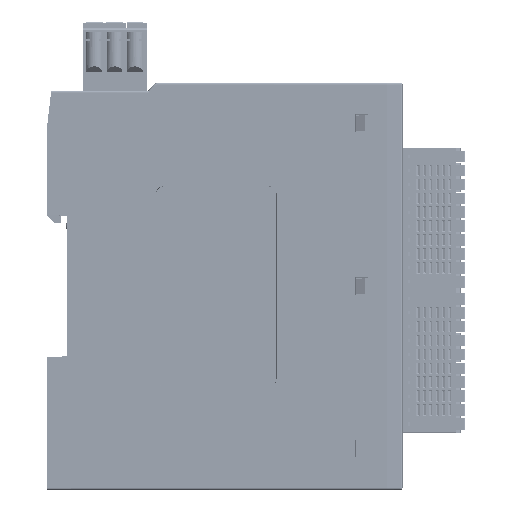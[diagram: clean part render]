
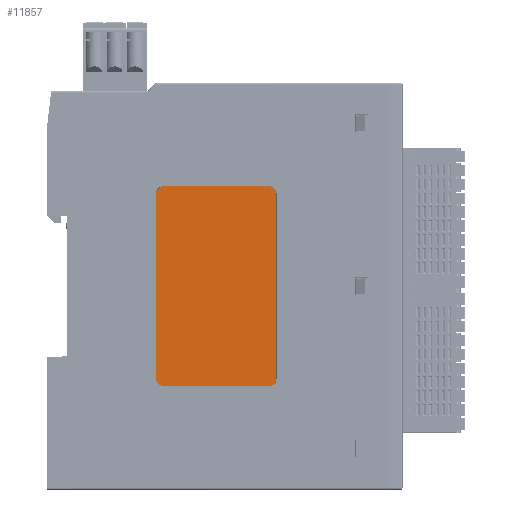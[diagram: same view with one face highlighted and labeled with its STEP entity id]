
A CAD part, top view. The second image highlights one B-rep face of the part: STEP entity #11857.
In plain terms, the highlighted planar face has unit normal (0, 0, 1).
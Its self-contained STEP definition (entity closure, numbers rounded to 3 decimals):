
#4693=CIRCLE('',#157409,1.818);
#4694=CIRCLE('',#157410,1.818);
#4695=CIRCLE('',#157411,1.818);
#4696=CIRCLE('',#157412,1.818);
#11857=ADVANCED_FACE('',(#25878),#19964,.F.);
#19964=PLANE('',#157413);
#25878=FACE_OUTER_BOUND('',#34024,.T.);
#34024=EDGE_LOOP('',(#47947,#47948,#47949,#47950,#47951,#47952,#47953,#47954));
#47947=ORIENTED_EDGE('',*,*,#104536,.F.);
#47948=ORIENTED_EDGE('',*,*,#104537,.T.);
#47949=ORIENTED_EDGE('',*,*,#104538,.F.);
#47950=ORIENTED_EDGE('',*,*,#104539,.T.);
#47951=ORIENTED_EDGE('',*,*,#104540,.F.);
#47952=ORIENTED_EDGE('',*,*,#104541,.T.);
#47953=ORIENTED_EDGE('',*,*,#104542,.F.);
#47954=ORIENTED_EDGE('',*,*,#104543,.T.);
#88953=VERTEX_POINT('',#218717);
#88954=VERTEX_POINT('',#218718);
#88955=VERTEX_POINT('',#218720);
#88956=VERTEX_POINT('',#218722);
#88957=VERTEX_POINT('',#218724);
#88958=VERTEX_POINT('',#218726);
#88959=VERTEX_POINT('',#218728);
#88960=VERTEX_POINT('',#218730);
#104536=EDGE_CURVE('',#88953,#88954,#4693,.T.);
#104537=EDGE_CURVE('',#88953,#88955,#125944,.T.);
#104538=EDGE_CURVE('',#88956,#88955,#4694,.T.);
#104539=EDGE_CURVE('',#88956,#88957,#125945,.T.);
#104540=EDGE_CURVE('',#88958,#88957,#4695,.T.);
#104541=EDGE_CURVE('',#88958,#88959,#125946,.T.);
#104542=EDGE_CURVE('',#88960,#88959,#4696,.T.);
#104543=EDGE_CURVE('',#88960,#88954,#125947,.T.);
#125944=LINE('',#218719,#141898);
#125945=LINE('',#218723,#141899);
#125946=LINE('',#218727,#141900);
#125947=LINE('',#218731,#141901);
#141898=VECTOR('',#174299,1.);
#141899=VECTOR('',#174302,1.);
#141900=VECTOR('',#174305,1.);
#141901=VECTOR('',#174308,1.);
#157409=AXIS2_PLACEMENT_3D('',#218716,#174297,#174298);
#157410=AXIS2_PLACEMENT_3D('',#218721,#174300,#174301);
#157411=AXIS2_PLACEMENT_3D('',#218725,#174303,#174304);
#157412=AXIS2_PLACEMENT_3D('',#218729,#174306,#174307);
#157413=AXIS2_PLACEMENT_3D('',#218732,#174309,#174310);
#174297=DIRECTION('',(0.,0.,-1.));
#174298=DIRECTION('',(-1.,0.,0.));
#174299=DIRECTION('',(0.,-1.,0.));
#174300=DIRECTION('',(0.,0.,-1.));
#174301=DIRECTION('',(-1.,0.,0.));
#174302=DIRECTION('',(1.,0.,0.));
#174303=DIRECTION('',(0.,0.,-1.));
#174304=DIRECTION('',(-1.,0.,0.));
#174305=DIRECTION('',(0.,1.,0.));
#174306=DIRECTION('',(0.,0.,-1.));
#174307=DIRECTION('',(-1.,0.,0.));
#174308=DIRECTION('',(-1.,0.,0.));
#174309=DIRECTION('',(0.,0.,-1.));
#174310=DIRECTION('',(1.,0.,0.));
#218716=CARTESIAN_POINT('',(-250.417,325.665,7.8));
#218717=CARTESIAN_POINT('',(-252.235,325.665,7.8));
#218718=CARTESIAN_POINT('',(-250.417,327.483,7.8));
#218719=CARTESIAN_POINT('',(-252.235,302.374,7.8));
#218720=CARTESIAN_POINT('',(-252.235,279.065,7.8));
#218721=CARTESIAN_POINT('',(-250.417,279.065,7.8));
#218722=CARTESIAN_POINT('',(-250.417,277.247,7.8));
#218723=CARTESIAN_POINT('',(-248.41,277.247,7.8));
#218724=CARTESIAN_POINT('',(-223.817,277.247,7.8));
#218725=CARTESIAN_POINT('',(-223.817,279.065,7.8));
#218726=CARTESIAN_POINT('',(-221.999,279.065,7.8));
#218727=CARTESIAN_POINT('',(-221.999,302.374,7.8));
#218728=CARTESIAN_POINT('',(-221.999,325.665,7.8));
#218729=CARTESIAN_POINT('',(-223.817,325.665,7.8));
#218730=CARTESIAN_POINT('',(-223.817,327.483,7.8));
#218731=CARTESIAN_POINT('',(-248.41,327.483,7.8));
#218732=CARTESIAN_POINT('',(-248.41,302.374,7.8));
